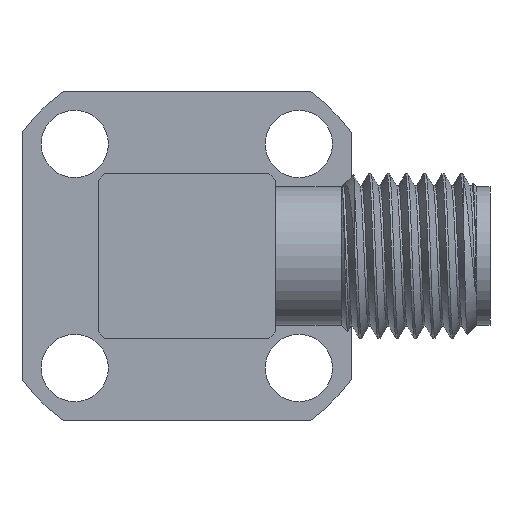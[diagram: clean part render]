
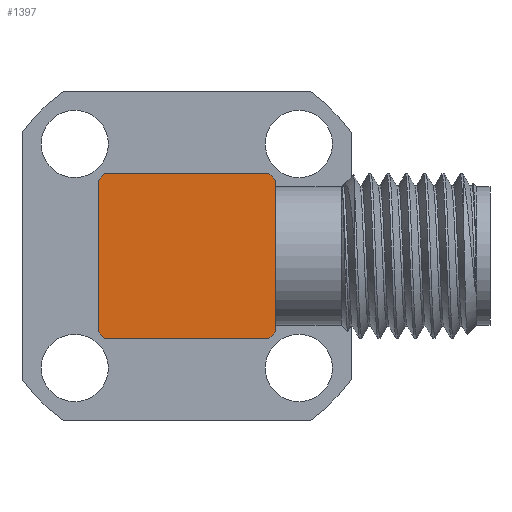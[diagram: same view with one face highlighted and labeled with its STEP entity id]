
A CAD part, left-side view. The second image highlights one B-rep face of the part: STEP entity #1397.
In plain terms, the highlighted planar face has unit normal (-1, 0, 0).
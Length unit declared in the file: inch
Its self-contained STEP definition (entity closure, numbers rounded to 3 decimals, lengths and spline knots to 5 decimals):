
#31 = LINE ( 'NONE', #2483, #2011 ) ;
#73 = VERTEX_POINT ( 'NONE', #1353 ) ;
#165 = VECTOR ( 'NONE', #3799, 39.37008 ) ;
#180 = LINE ( 'NONE', #1683, #165 ) ;
#297 = ORIENTED_EDGE ( 'NONE', *, *, #2988, .T. ) ;
#318 = VECTOR ( 'NONE', #2615, 39.37008 ) ;
#346 = LINE ( 'NONE', #3413, #2433 ) ;
#359 = VERTEX_POINT ( 'NONE', #1068 ) ;
#394 = LINE ( 'NONE', #2850, #2884 ) ;
#413 = DIRECTION ( 'NONE',  ( 0., 0., -1. ) ) ;
#452 = ORIENTED_EDGE ( 'NONE', *, *, #3742, .T. ) ;
#495 = CARTESIAN_POINT ( 'NONE',  ( -0.125, 0.1345, 0.125 ) ) ;
#515 = DIRECTION ( 'NONE',  ( 1., 0., 0. ) ) ;
#566 = VECTOR ( 'NONE', #413, 39.37008 ) ;
#718 = ORIENTED_EDGE ( 'NONE', *, *, #3509, .T. ) ;
#777 = LINE ( 'NONE', #3871, #1243 ) ;
#803 = FACE_OUTER_BOUND ( 'NONE', #3137, .T. ) ;
#807 = ORIENTED_EDGE ( 'NONE', *, *, #1525, .T. ) ;
#967 = LINE ( 'NONE', #1050, #1069 ) ;
#974 = CARTESIAN_POINT ( 'NONE',  ( -0.125, 0.1345, 0.115 ) ) ;
#1050 = CARTESIAN_POINT ( 'NONE',  ( -0.125, 0.1245, 0.125 ) ) ;
#1068 = CARTESIAN_POINT ( 'NONE',  ( -0.125, -0.1345, -0.115 ) ) ;
#1069 = VECTOR ( 'NONE', #1292, 39.37008 ) ;
#1220 = VERTEX_POINT ( 'NONE', #1320 ) ;
#1243 = VECTOR ( 'NONE', #2546, 39.37008 ) ;
#1292 = DIRECTION ( 'NONE',  ( 0., 0.707, -0.707 ) ) ;
#1320 = CARTESIAN_POINT ( 'NONE',  ( -0.125, 0.1245, -0.125 ) ) ;
#1353 = CARTESIAN_POINT ( 'NONE',  ( -0.125, -0.1245, 0.125 ) ) ;
#1397 = ADVANCED_FACE ( 'NONE', ( #803 ), #3277, .F. ) ;
#1525 = EDGE_CURVE ( 'NONE', #2179, #3468, #967, .T. ) ;
#1599 = EDGE_CURVE ( 'NONE', #2873, #359, #180, .T. ) ;
#1683 = CARTESIAN_POINT ( 'NONE',  ( -0.125, -0.1345, -0.115 ) ) ;
#1741 = LINE ( 'NONE', #495, #318 ) ;
#1834 = DIRECTION ( 'NONE',  ( 0., -1., 0. ) ) ;
#1956 = ORIENTED_EDGE ( 'NONE', *, *, #1599, .T. ) ;
#1974 = ORIENTED_EDGE ( 'NONE', *, *, #3384, .F. ) ;
#2011 = VECTOR ( 'NONE', #2259, 39.37008 ) ;
#2035 = ORIENTED_EDGE ( 'NONE', *, *, #2744, .F. ) ;
#2088 = CARTESIAN_POINT ( 'NONE',  ( -0.125, -0.1345, 0.115 ) ) ;
#2179 = VERTEX_POINT ( 'NONE', #2631 ) ;
#2198 = ORIENTED_EDGE ( 'NONE', *, *, #3677, .T. ) ;
#2259 = DIRECTION ( 'NONE',  ( 0., 0.707, 0.707 ) ) ;
#2369 = VERTEX_POINT ( 'NONE', #2088 ) ;
#2433 = VECTOR ( 'NONE', #1834, 39.37008 ) ;
#2483 = CARTESIAN_POINT ( 'NONE',  ( -0.125, -0.1245, 0.125 ) ) ;
#2546 = DIRECTION ( 'NONE',  ( 0., -1., 0. ) ) ;
#2567 = CARTESIAN_POINT ( 'NONE',  ( -0.125, 0.1345, -0.115 ) ) ;
#2615 = DIRECTION ( 'NONE',  ( 0., 0., -1. ) ) ;
#2622 = LINE ( 'NONE', #3865, #566 ) ;
#2631 = CARTESIAN_POINT ( 'NONE',  ( -0.125, 0.1245, 0.125 ) ) ;
#2744 = EDGE_CURVE ( 'NONE', #2179, #73, #346, .T. ) ;
#2850 = CARTESIAN_POINT ( 'NONE',  ( -0.125, 0.1345, -0.115 ) ) ;
#2873 = VERTEX_POINT ( 'NONE', #3371 ) ;
#2884 = VECTOR ( 'NONE', #2896, 39.37008 ) ;
#2896 = DIRECTION ( 'NONE',  ( 0., -0.707, -0.707 ) ) ;
#2972 = DIRECTION ( 'NONE',  ( 0., 0., -1. ) ) ;
#2988 = EDGE_CURVE ( 'NONE', #3298, #1220, #394, .T. ) ;
#3137 = EDGE_LOOP ( 'NONE', ( #452, #1956, #1974, #2198, #2035, #807, #718, #297 ) ) ;
#3277 = PLANE ( 'NONE',  #3514 ) ;
#3298 = VERTEX_POINT ( 'NONE', #2567 ) ;
#3321 = CARTESIAN_POINT ( 'NONE',  ( -0.125, -0.1345, 0.125 ) ) ;
#3371 = CARTESIAN_POINT ( 'NONE',  ( -0.125, -0.1245, -0.125 ) ) ;
#3384 = EDGE_CURVE ( 'NONE', #2369, #359, #2622, .T. ) ;
#3413 = CARTESIAN_POINT ( 'NONE',  ( -0.125, -0.1345, 0.125 ) ) ;
#3468 = VERTEX_POINT ( 'NONE', #974 ) ;
#3509 = EDGE_CURVE ( 'NONE', #3468, #3298, #1741, .T. ) ;
#3514 = AXIS2_PLACEMENT_3D ( 'NONE', #3321, #515, #2972 ) ;
#3677 = EDGE_CURVE ( 'NONE', #2369, #73, #31, .T. ) ;
#3742 = EDGE_CURVE ( 'NONE', #1220, #2873, #777, .T. ) ;
#3799 = DIRECTION ( 'NONE',  ( 0., -0.707, 0.707 ) ) ;
#3865 = CARTESIAN_POINT ( 'NONE',  ( -0.125, -0.1345, 0.125 ) ) ;
#3871 = CARTESIAN_POINT ( 'NONE',  ( -0.125, -0.1345, -0.125 ) ) ;
